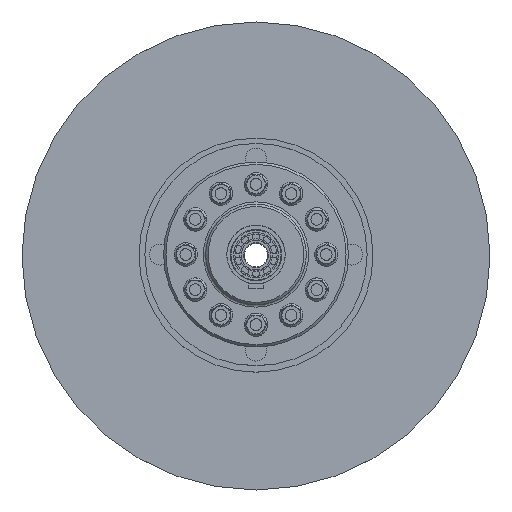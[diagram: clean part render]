
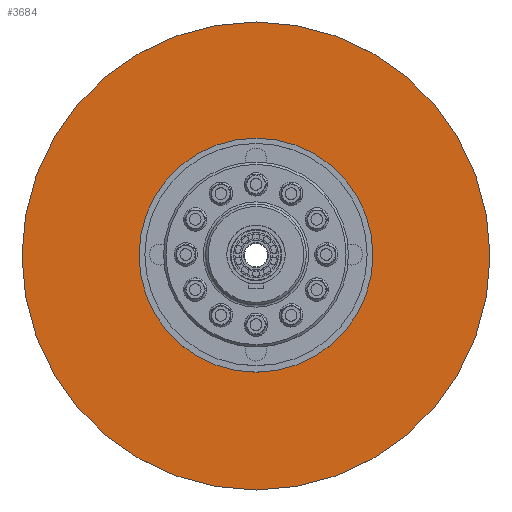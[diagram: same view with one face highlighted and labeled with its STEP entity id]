
A CAD part, top view. The second image highlights one B-rep face of the part: STEP entity #3684.
In plain terms, the highlighted planar face has unit normal (0, 0, 1).
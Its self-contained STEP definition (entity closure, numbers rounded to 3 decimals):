
#1043=FACE_BOUND('',#1348,.T.);
#1128=FACE_OUTER_BOUND('',#1347,.T.);
#1347=EDGE_LOOP('',(#2668));
#1348=EDGE_LOOP('',(#2669));
#1651=CIRCLE('',#4040,100.);
#1652=CIRCLE('',#4041,36.);
#1868=VERTEX_POINT('',#5849);
#1869=VERTEX_POINT('',#5851);
#2189=EDGE_CURVE('',#1868,#1868,#1651,.T.);
#2190=EDGE_CURVE('',#1869,#1869,#1652,.T.);
#2668=ORIENTED_EDGE('',*,*,#2189,.T.);
#2669=ORIENTED_EDGE('',*,*,#2190,.F.);
#3626=PLANE('',#4039);
#3684=ADVANCED_FACE('',(#1128,#1043),#3626,.T.);
#4039=AXIS2_PLACEMENT_3D('',#5848,#4595,#4596);
#4040=AXIS2_PLACEMENT_3D('',#5850,#4597,#4598);
#4041=AXIS2_PLACEMENT_3D('',#5852,#4599,#4600);
#4595=DIRECTION('center_axis',(0.,0.,1.));
#4596=DIRECTION('ref_axis',(-1.,0.,0.));
#4597=DIRECTION('center_axis',(0.,0.,1.));
#4598=DIRECTION('ref_axis',(-1.,0.,0.));
#4599=DIRECTION('center_axis',(0.,0.,1.));
#4600=DIRECTION('ref_axis',(1.,0.,0.));
#5848=CARTESIAN_POINT('Origin',(0.,0.,-200.));
#5849=CARTESIAN_POINT('',(100.,0.,-200.));
#5850=CARTESIAN_POINT('Origin',(0.,0.,-200.));
#5851=CARTESIAN_POINT('',(-36.,0.,-200.));
#5852=CARTESIAN_POINT('Origin',(0.,0.,-200.));
